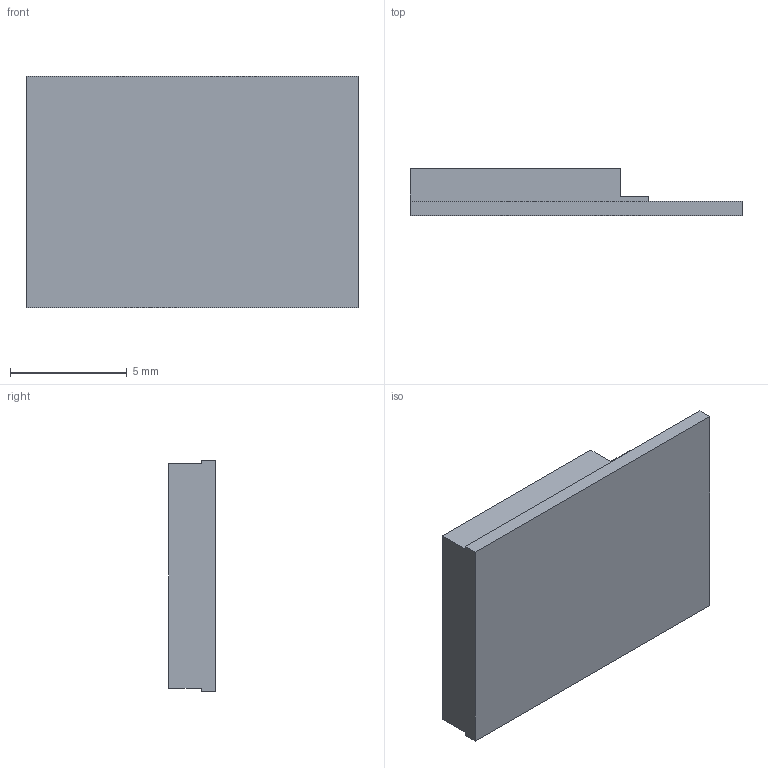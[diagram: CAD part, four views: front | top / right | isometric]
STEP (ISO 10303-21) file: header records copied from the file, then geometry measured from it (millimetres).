
FILE_DESCRIPTION((''),'2;1');
FILE_NAME('BC833M','2021-05-28T',('Administrator'),(''),'PRO/ENGINEER BY PARAMETRIC TECHNOLOGY CORPORATION, 2010280','PRO/ENGINEER BY PARAMETRIC TECHNOLOGY CORPORATION, 2010280','');
FILE_SCHEMA(('CONFIG_CONTROL_DESIGN','SHAPE_APPEARANCE_LAYERS_GROUPS'));
Length unit declared in the file: millimetre
Products named in the file (1): BC833M
Bounding box: 14.2 x 2 x 9.9 mm (x, y, z)
Volume: 205.6 mm3; surface area: 362.6 mm2
Topology: 1 solids, 1 shells, 13 faces, 33 edges, 22 vertices
Faces by surface type: plane 13
Entity records: 437 total; most frequent: CARTESIAN_POINT 68, ORIENTED_EDGE 66, DIRECTION 59, VECTOR 33, LINE 33, EDGE_CURVE 33, VERTEX_POINT 22, AXIS2_PLACEMENT_3D 13
